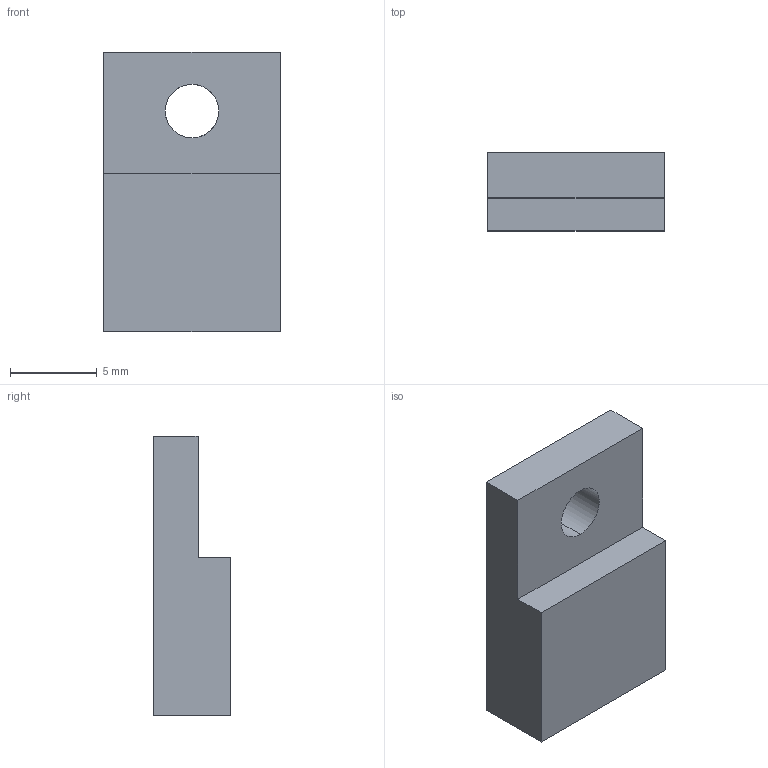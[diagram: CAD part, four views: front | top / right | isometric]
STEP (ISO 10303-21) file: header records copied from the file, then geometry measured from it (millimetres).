
FILE_DESCRIPTION(('FreeCAD Model'),'2;1');
FILE_NAME( 'D103.stp' ,'2016-01-27T22:41:17',('FreeCAD'),('FreeCAD'), 'Open CASCADE STEP processor 6.8','FreeCAD','Unknown');
FILE_SCHEMA(('AUTOMOTIVE_DESIGN_CC2 { 1 2 10303 214 -1 1 5 4 }'));
Length unit declared in the file: millimetre
Products named in the file (1): Open CASCADE STEP translator 6.8 336
Bounding box: 10.2 x 4.5 x 16.15 mm (x, y, z)
Volume: 586 mm3; surface area: 550.2 mm2
Topology: 1 solids, 1 shells, 10 faces, 28 edges, 20 vertices
Faces by surface type: plane 8, bspline 2
Entity records: 904 total; most frequent: CARTESIAN_POINT 509, B_SPLINE_CURVE_WITH_KNOTS 68, ORIENTED_EDGE 56, PCURVE 56, DEFINITIONAL_REPRESENTATION 56, EDGE_CURVE 28, SURFACE_CURVE 28, VERTEX_POINT 20
